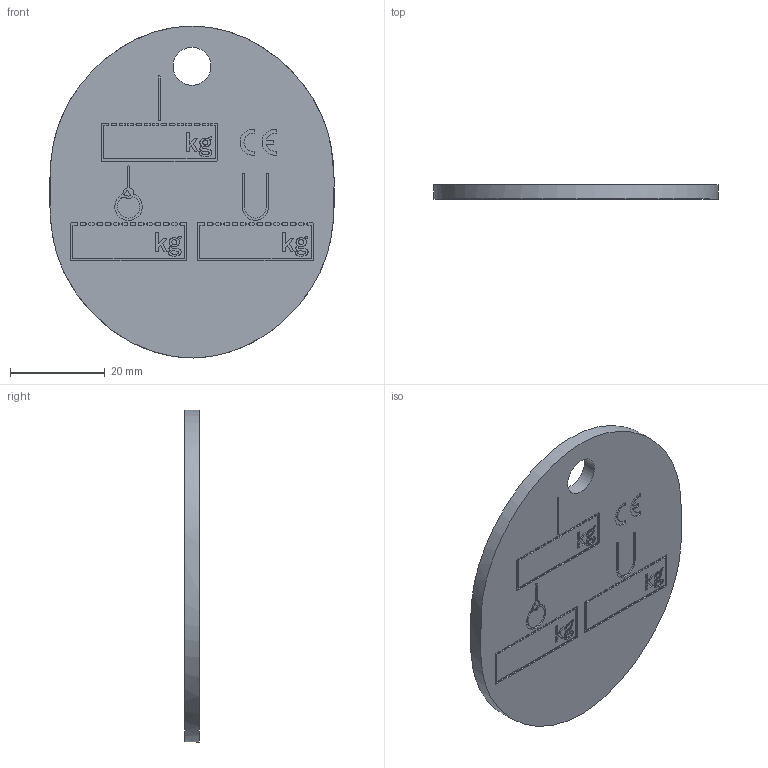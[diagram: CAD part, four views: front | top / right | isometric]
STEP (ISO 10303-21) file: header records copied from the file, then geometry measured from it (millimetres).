
FILE_DESCRIPTION(/* description */ (''),/* implementation_level */ '2;1');
FILE_NAME(/* name */ 'Ovale Belsatungskennz. - 55101500015023.stp',/* time_stamp */ '2024-08-09T12:18:51+02:00',/* author */ ('kornelius.weller'),/* organization */ (''),/* preprocessor_version */ 'ST-DEVELOPER v20',/* originating_system */ 'Autodesk Inventor 2024',/* authorisation */ '');
FILE_SCHEMA (('AUTOMOTIVE_DESIGN { 1 0 10303 214 3 1 1 }'));
Length unit declared in the file: millimetre
Products named in the file (1): 5001 - 009
Bounding box: 59.94 x 3 x 70 mm (x, y, z)
Volume: 9829.6 mm3; surface area: 7927.3 mm2
Topology: 1 solids, 1 shells, 1570 faces, 4287 edges, 2858 vertices
Faces by surface type: bspline 778, plane 656, cylinder 136
Full cylindrical faces by diameter (mm): 8 x1
Entity records: 50950 total; most frequent: CARTESIAN_POINT 16202, ORIENTED_EDGE 8574, DIRECTION 4605, EDGE_CURVE 4287, VERTEX_POINT 2858, LINE 2459, VECTOR 2459, EDGE_LOOP 1711
